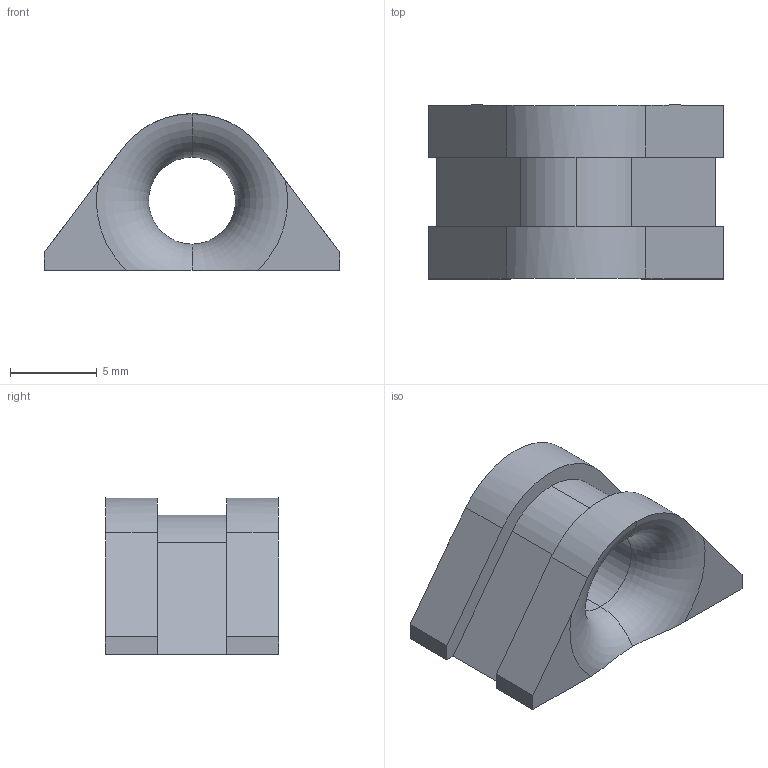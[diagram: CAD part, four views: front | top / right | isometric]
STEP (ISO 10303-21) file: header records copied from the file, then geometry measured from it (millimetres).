
FILE_DESCRIPTION (( 'STEP AP214' ), '1' );
FILE_NAME ('holder_3Dprinted_fillet.STEP', '2020-03-23T10:06:29', ( 'men' ), ( 'me' ), 'SwSTEP 2.0', 'SolidWorks 2007', '' );
FILE_SCHEMA (( 'AUTOMOTIVE_DESIGN' ));
Length unit declared in the file: millimetre
Products named in the file (1): holder_3Dprinted_fillet
Bounding box: 17 x 10 x 9 mm (x, y, z)
Volume: 662.6 mm3; surface area: 753.2 mm2
Topology: 1 solids, 1 shells, 27 faces, 77 edges, 50 vertices
Faces by surface type: plane 17, cylinder 6, torus 4
Entity records: 940 total; most frequent: CARTESIAN_POINT 203, ORIENTED_EDGE 154, DIRECTION 147, EDGE_CURVE 77, VERTEX_POINT 50, AXIS2_PLACEMENT_3D 50, VECTOR 47, LINE 47
